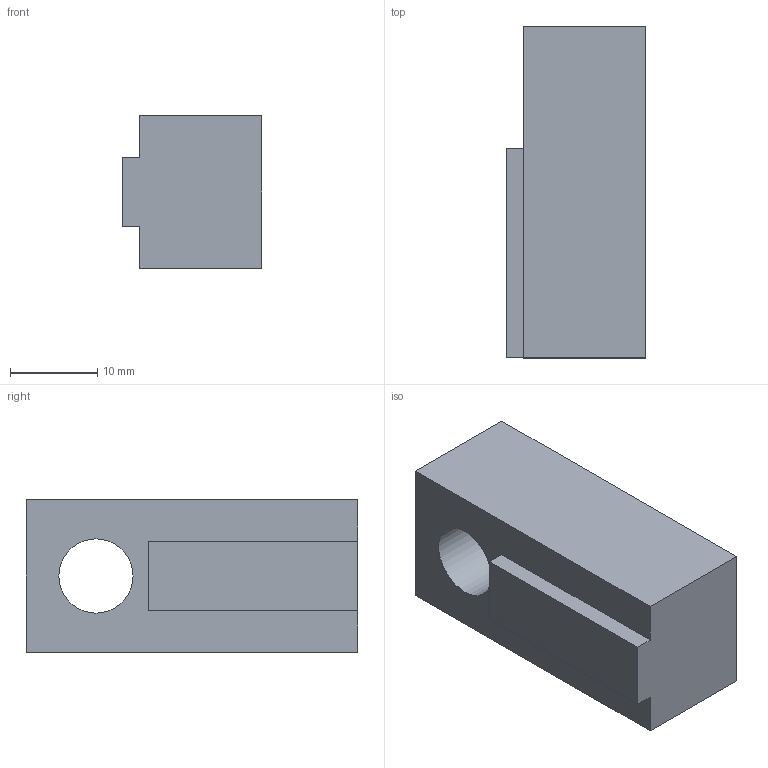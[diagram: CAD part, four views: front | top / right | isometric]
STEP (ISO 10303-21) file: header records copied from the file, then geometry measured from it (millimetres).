
FILE_DESCRIPTION(/* description */ (''),/* implementation_level */ '2;1');
FILE_NAME(/* name */ 'YAxisMount.stp',/* time_stamp */ '2014-06-26T21:37:56+02:00',/* author */ (''),/* organization */ (''),/* preprocessor_version */ 'ST-DEVELOPER v15.6',/* originating_system */ 'Autodesk Translator Framework v3.0.0.6910',/* authorisation */ '');
FILE_SCHEMA (('AUTOMOTIVE_DESIGN { 1 0 10303 214 3 1 1 }'));
Length unit declared in the file: centimetre
Products named in the file (1): y-axis-mount v15
Bounding box: 16 x 38 x 17.44 mm (x, y, z)
Volume: 7765.5 mm3; surface area: 3620 mm2
Topology: 1 solids, 1 shells, 13 faces, 31 edges, 21 vertices
Faces by surface type: plane 11, cylinder 2
Full cylindrical faces by diameter (mm): 8.5 x1, 12.5 x1
Entity records: 386 total; most frequent: CARTESIAN_POINT 62, DIRECTION 60, ORIENTED_EDGE 56, EDGE_CURVE 28, LINE 24, VECTOR 24, VERTEX_POINT 20, EDGE_LOOP 18
